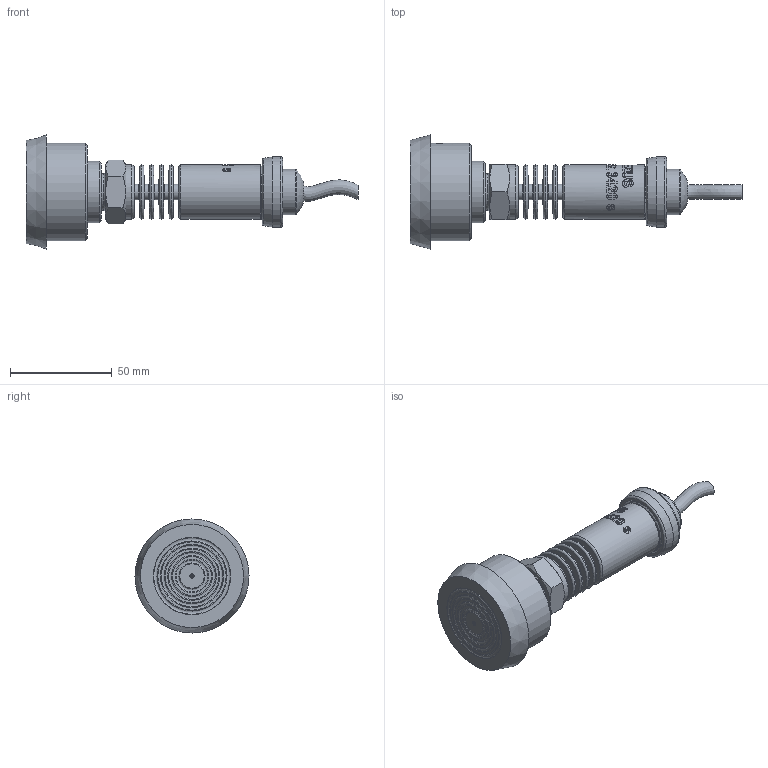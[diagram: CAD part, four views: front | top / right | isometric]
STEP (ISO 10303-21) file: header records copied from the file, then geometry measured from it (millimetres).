
FILE_DESCRIPTION(/* description */ (''),/* implementation_level */ '2;1');
FILE_NAME(/* name */ 'APZ3420s_TapperDN40_radiator_5.step',/* time_stamp */ '2021-07-08T13:55:27+03:00',/* author */ (''),/* organization */ (''),/* preprocessor_version */ 'ST-DEVELOPER v18.1',/* originating_system */ 'Autodesk Translation Framework v10.9.0.1377',/* authorisation */ '');
FILE_SCHEMA (('AUTOMOTIVE_DESIGN { 1 0 10303 214 3 1 1 }'));
Length unit declared in the file: millimetre
Products named in the file (7): АПЗ 3420S заполненная; Stainless steel cable gland assembly; Stainless steel cable gland; Stainless steel cable gland nut; wire; G1\2EN radiator; Tapper socket DN40 diaphragm 38 v5 (1)
Assembly tree (6 placements, depth 3):
  АПЗ 3420S заполненная
    Stainless steel cable gland assembly
      Stainless steel cable gland
      Stainless steel cable gland nut
      wire
    G1\2EN radiator
    Tapper socket DN40 diaphragm 38 v5 (1)
Bounding box: 162.9 x 56 x 56 mm (x, y, z)
Volume: 109857.9 mm3; surface area: 33687.3 mm2
Topology: 6 solids, 6 shells, 498 faces, 1303 edges, 860 vertices
Faces by surface type: bspline 274, cylinder 92, plane 63, torus 40, cone 28, sphere 1
Full cylindrical faces by diameter (mm): 2 x1, 3 x1, 3.3 x1, 5 x1, 6 x3, 7 x1, 7.2 x1, 7.5 x5, 13 x1, 16.7 x1, 17.5 x1, 18 x1, 18.631 x6, 20.955 x7, 21.4 x1, 22 x1, 22.3 x2, 22.5 x1, 24.5 x1, 25.132 x4, 25.526 x2, 26.5 x2, 26.85 x4, 27.208 x3, 27.7 x1, 30 x1, 34.5 x1, 37.8 x1, 38 x1, 48 x1
Entity records: 31704 total; most frequent: CARTESIAN_POINT 21113, ORIENTED_EDGE 2600, DIRECTION 1366, EDGE_CURVE 1300, VERTEX_POINT 859, B_SPLINE_CURVE_WITH_KNOTS 639, EDGE_LOOP 549, FACE_OUTER_BOUND 498
